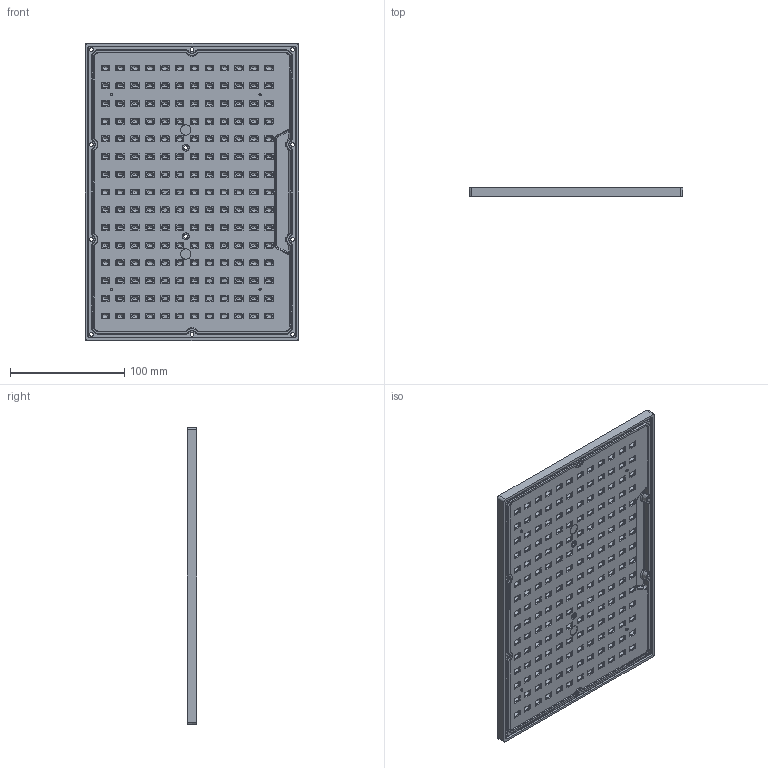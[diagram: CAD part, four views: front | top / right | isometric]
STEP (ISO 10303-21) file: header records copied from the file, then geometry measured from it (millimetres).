
FILE_DESCRIPTION((''),'2;1');
FILE_NAME('L180P-L130TP-T_1800001','2018-05-29T10:08:55',('Administrator'),(''),'CREO PARAMETRIC BY PTC INC, 2017260','CREO PARAMETRIC BY PTC INC, 2017260','');
FILE_SCHEMA(('CONFIG_CONTROL_DESIGN','GEOMETRIC_VALIDATION_PROPERTIES_MIM'));
Products named in the file (1): L180P-L130TP-T_1800001
Bounding box: 187 x 8 x 260 mm (x, y, z)
Volume: 136617.6 mm3; surface area: 132195.7 mm2
Topology: 1 solids, 1 shells, 3293 faces, 8768 edges, 5581 vertices
Faces by surface type: plane 1146, cylinder 957, bspline 824, torus 173, cone 141, sphere 52
Entity records: 242962 total; most frequent: CARTESIAN_POINT 170636, ORIENTED_EDGE 16722, DIRECTION 11279, EDGE_CURVE 8361, VERTEX_POINT 5578, VECTOR 3881, LINE 3881, EDGE_LOOP 3825
